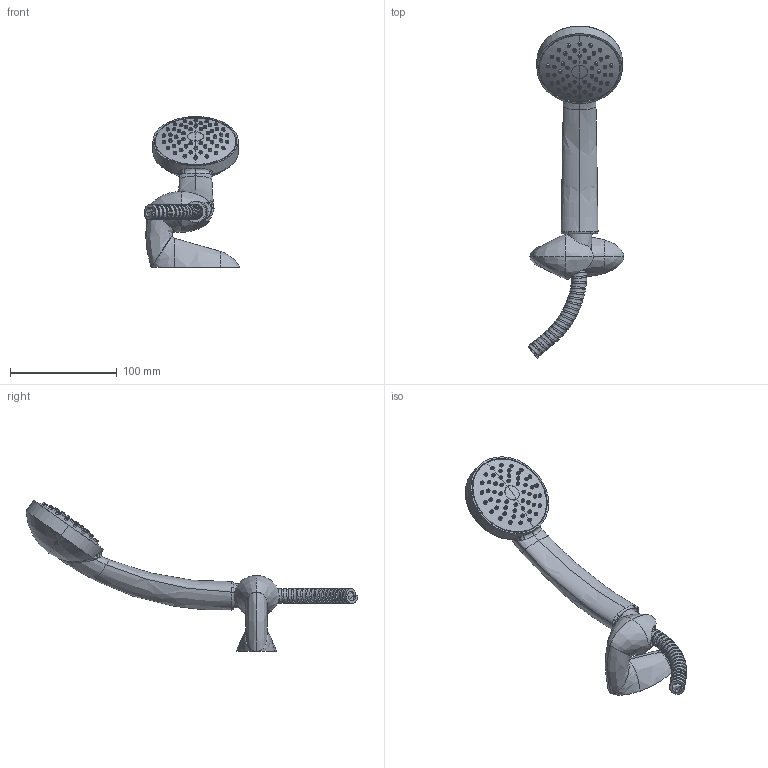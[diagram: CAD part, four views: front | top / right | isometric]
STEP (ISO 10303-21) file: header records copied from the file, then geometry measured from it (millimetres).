
FILE_DESCRIPTION((''),'2;1');
FILE_NAME('ZDUP087CR','2021-11-15T10:01:27',('ut3'),('PAFFONI SpA'),'CREO PARAMETRIC BY PTC INC, 2020044','CREO PARAMETRIC BY PTC INC, 2020044','');
FILE_SCHEMA(('CONFIG_CONTROL_DESIGN','SHAPE_APPEARANCE_LAYERS_GROUPS'));
Products named in the file (1): ZDUP087CR
Bounding box: 89.59 x 310.75 x 141.36 mm (x, y, z)
Volume: 248931.8 mm3; surface area: 78160.1 mm2
Topology: 2 solids, 2 shells, 724 faces, 1959 edges, 1289 vertices
Faces by surface type: cone 231, plane 160, torus 139, bspline 91, cylinder 80, sphere 15, extrusion 8
Entity records: 55795 total; most frequent: CARTESIAN_POINT 33619, ORIENTED_EDGE 3882, DIRECTION 3508, EDGE_CURVE 1941, AXIS2_PLACEMENT_3D 1507, VERTEX_POINT 1288, EDGE_LOOP 895, CIRCLE 882
